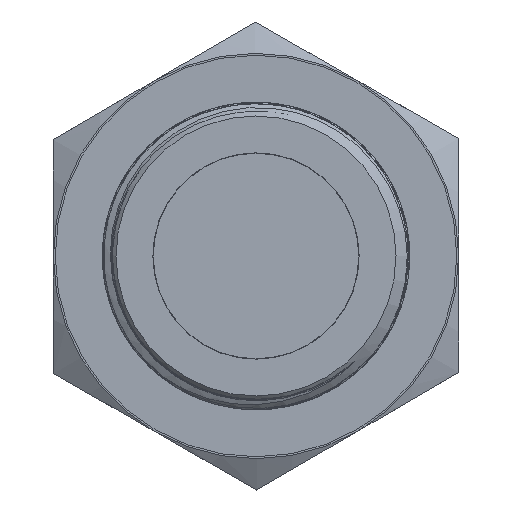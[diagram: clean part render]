
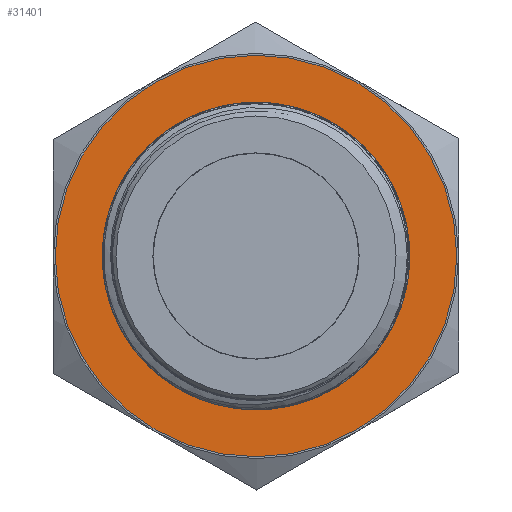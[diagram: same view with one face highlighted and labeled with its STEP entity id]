
A CAD part, left-side view. The second image highlights one B-rep face of the part: STEP entity #31401.
In plain terms, the highlighted planar face has unit normal (-1, 0, 0).
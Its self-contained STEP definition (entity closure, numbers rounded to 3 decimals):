
#747=FACE_BOUND('',#4969,.T.);
#1745=PLANE('',#33767);
#3147=FACE_OUTER_BOUND('',#4968,.T.);
#4968=EDGE_LOOP('',(#28252));
#4969=EDGE_LOOP('',(#28253));
#5911=CIRCLE('',#33766,27.25);
#5912=CIRCLE('',#33768,19.);
#15524=VERTEX_POINT('',#79079);
#15525=VERTEX_POINT('',#79083);
#19872=EDGE_CURVE('',#15524,#15524,#5911,.T.);
#19873=EDGE_CURVE('',#15525,#15525,#5912,.T.);
#28252=ORIENTED_EDGE('',*,*,#19872,.F.);
#28253=ORIENTED_EDGE('',*,*,#19873,.T.);
#31401=ADVANCED_FACE('',(#3147,#747),#1745,.T.);
#33766=AXIS2_PLACEMENT_3D('',#79081,#40522,#40523);
#33767=AXIS2_PLACEMENT_3D('',#79082,#40524,#40525);
#33768=AXIS2_PLACEMENT_3D('',#79084,#40526,#40527);
#40522=DIRECTION('center_axis',(1.,0.,0.));
#40523=DIRECTION('ref_axis',(0.,0.,-1.));
#40524=DIRECTION('center_axis',(-1.,0.,0.));
#40525=DIRECTION('ref_axis',(0.,0.,1.));
#40526=DIRECTION('center_axis',(1.,0.,0.));
#40527=DIRECTION('ref_axis',(0.,0.,-1.));
#79079=CARTESIAN_POINT('',(-45.1,-27.25,0.));
#79081=CARTESIAN_POINT('Origin',(-45.1,0.,0.));
#79082=CARTESIAN_POINT('Origin',(-45.1,27.25,0.));
#79083=CARTESIAN_POINT('',(-45.1,-19.,0.));
#79084=CARTESIAN_POINT('Origin',(-45.1,0.,0.));
